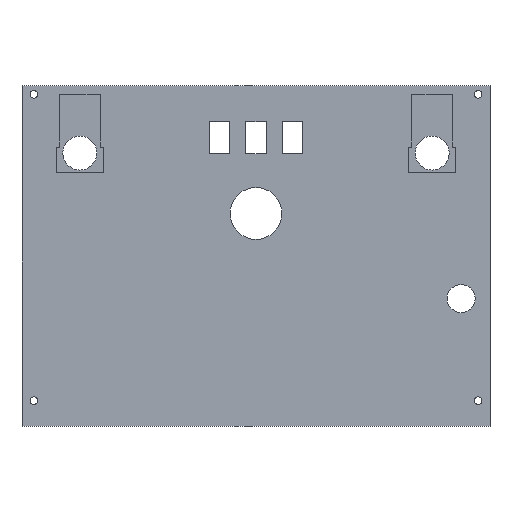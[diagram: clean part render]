
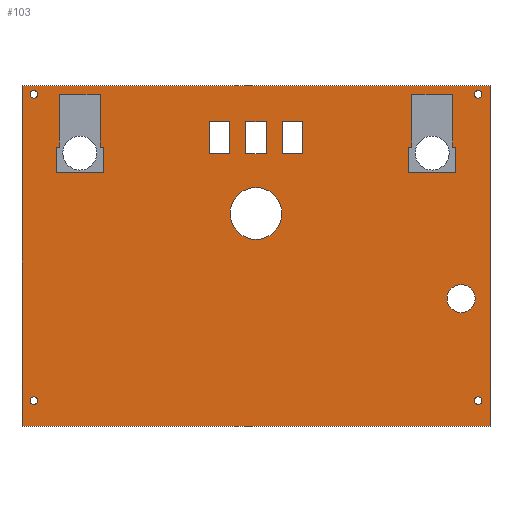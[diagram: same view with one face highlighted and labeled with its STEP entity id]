
A CAD part, top view. The second image highlights one B-rep face of the part: STEP entity #103.
In plain terms, the highlighted planar face has unit normal (0, 0, 1).
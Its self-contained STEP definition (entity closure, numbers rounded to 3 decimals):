
#42=FACE_BOUND('',#215,.T.);
#43=FACE_BOUND('',#216,.T.);
#44=FACE_BOUND('',#217,.T.);
#45=FACE_BOUND('',#218,.T.);
#46=FACE_BOUND('',#219,.T.);
#47=FACE_BOUND('',#220,.T.);
#48=FACE_BOUND('',#221,.T.);
#49=FACE_BOUND('',#222,.T.);
#50=FACE_BOUND('',#223,.T.);
#51=FACE_BOUND('',#224,.T.);
#52=FACE_BOUND('',#225,.T.);
#53=FACE_BOUND('',#226,.T.);
#86=CIRCLE('',#900,8.25);
#87=CIRCLE('',#901,15.25);
#88=CIRCLE('',#902,2.25);
#89=CIRCLE('',#903,2.25);
#90=CIRCLE('',#904,2.25);
#91=CIRCLE('',#905,2.25);
#103=ADVANCED_FACE('',(#42,#43,#44,#45,#46,#47,#48,#49,#50,#51,#52,#53),
#147,.T.);
#147=PLANE('',#906);
#215=EDGE_LOOP('',(#294));
#216=EDGE_LOOP('',(#295,#296,#297,#298,#299,#300,#301,#302));
#217=EDGE_LOOP('',(#303,#304,#305,#306));
#218=EDGE_LOOP('',(#307,#308,#309,#310));
#219=EDGE_LOOP('',(#311));
#220=EDGE_LOOP('',(#312));
#221=EDGE_LOOP('',(#313));
#222=EDGE_LOOP('',(#314));
#223=EDGE_LOOP('',(#315));
#224=EDGE_LOOP('',(#316,#317,#318,#319));
#225=EDGE_LOOP('',(#320,#321,#322,#323));
#226=EDGE_LOOP('',(#324,#325,#326,#327,#328,#329,#330,#331));
#294=ORIENTED_EDGE('',*,*,#598,.T.);
#295=ORIENTED_EDGE('',*,*,#599,.F.);
#296=ORIENTED_EDGE('',*,*,#594,.F.);
#297=ORIENTED_EDGE('',*,*,#600,.F.);
#298=ORIENTED_EDGE('',*,*,#601,.F.);
#299=ORIENTED_EDGE('',*,*,#602,.F.);
#300=ORIENTED_EDGE('',*,*,#603,.F.);
#301=ORIENTED_EDGE('',*,*,#604,.F.);
#302=ORIENTED_EDGE('',*,*,#605,.F.);
#303=ORIENTED_EDGE('',*,*,#606,.F.);
#304=ORIENTED_EDGE('',*,*,#607,.F.);
#305=ORIENTED_EDGE('',*,*,#608,.F.);
#306=ORIENTED_EDGE('',*,*,#609,.F.);
#307=ORIENTED_EDGE('',*,*,#610,.F.);
#308=ORIENTED_EDGE('',*,*,#611,.F.);
#309=ORIENTED_EDGE('',*,*,#612,.F.);
#310=ORIENTED_EDGE('',*,*,#613,.F.);
#311=ORIENTED_EDGE('',*,*,#614,.T.);
#312=ORIENTED_EDGE('',*,*,#615,.T.);
#313=ORIENTED_EDGE('',*,*,#616,.T.);
#314=ORIENTED_EDGE('',*,*,#617,.T.);
#315=ORIENTED_EDGE('',*,*,#618,.T.);
#316=ORIENTED_EDGE('',*,*,#619,.T.);
#317=ORIENTED_EDGE('',*,*,#620,.T.);
#318=ORIENTED_EDGE('',*,*,#621,.T.);
#319=ORIENTED_EDGE('',*,*,#622,.T.);
#320=ORIENTED_EDGE('',*,*,#623,.T.);
#321=ORIENTED_EDGE('',*,*,#624,.T.);
#322=ORIENTED_EDGE('',*,*,#625,.T.);
#323=ORIENTED_EDGE('',*,*,#626,.T.);
#324=ORIENTED_EDGE('',*,*,#627,.F.);
#325=ORIENTED_EDGE('',*,*,#628,.T.);
#326=ORIENTED_EDGE('',*,*,#629,.T.);
#327=ORIENTED_EDGE('',*,*,#630,.T.);
#328=ORIENTED_EDGE('',*,*,#631,.T.);
#329=ORIENTED_EDGE('',*,*,#632,.T.);
#330=ORIENTED_EDGE('',*,*,#633,.F.);
#331=ORIENTED_EDGE('',*,*,#634,.F.);
#514=VERTEX_POINT('',#1179);
#515=VERTEX_POINT('',#1180);
#518=VERTEX_POINT('',#1188);
#519=VERTEX_POINT('',#1190);
#520=VERTEX_POINT('',#1192);
#521=VERTEX_POINT('',#1194);
#522=VERTEX_POINT('',#1196);
#523=VERTEX_POINT('',#1198);
#524=VERTEX_POINT('',#1200);
#525=VERTEX_POINT('',#1203);
#526=VERTEX_POINT('',#1204);
#527=VERTEX_POINT('',#1206);
#528=VERTEX_POINT('',#1208);
#529=VERTEX_POINT('',#1211);
#530=VERTEX_POINT('',#1212);
#531=VERTEX_POINT('',#1214);
#532=VERTEX_POINT('',#1216);
#533=VERTEX_POINT('',#1219);
#534=VERTEX_POINT('',#1221);
#535=VERTEX_POINT('',#1223);
#536=VERTEX_POINT('',#1225);
#537=VERTEX_POINT('',#1227);
#538=VERTEX_POINT('',#1229);
#539=VERTEX_POINT('',#1230);
#540=VERTEX_POINT('',#1232);
#541=VERTEX_POINT('',#1234);
#542=VERTEX_POINT('',#1237);
#543=VERTEX_POINT('',#1238);
#544=VERTEX_POINT('',#1240);
#545=VERTEX_POINT('',#1242);
#546=VERTEX_POINT('',#1245);
#547=VERTEX_POINT('',#1246);
#548=VERTEX_POINT('',#1248);
#549=VERTEX_POINT('',#1250);
#550=VERTEX_POINT('',#1252);
#551=VERTEX_POINT('',#1254);
#552=VERTEX_POINT('',#1256);
#553=VERTEX_POINT('',#1258);
#594=EDGE_CURVE('',#514,#515,#706,.T.);
#598=EDGE_CURVE('',#518,#518,#86,.T.);
#599=EDGE_CURVE('',#515,#519,#710,.T.);
#600=EDGE_CURVE('',#520,#514,#711,.T.);
#601=EDGE_CURVE('',#521,#520,#712,.T.);
#602=EDGE_CURVE('',#522,#521,#713,.T.);
#603=EDGE_CURVE('',#523,#522,#714,.T.);
#604=EDGE_CURVE('',#524,#523,#715,.T.);
#605=EDGE_CURVE('',#519,#524,#716,.T.);
#606=EDGE_CURVE('',#525,#526,#717,.T.);
#607=EDGE_CURVE('',#527,#525,#718,.T.);
#608=EDGE_CURVE('',#528,#527,#719,.T.);
#609=EDGE_CURVE('',#526,#528,#720,.T.);
#610=EDGE_CURVE('',#529,#530,#721,.T.);
#611=EDGE_CURVE('',#531,#529,#722,.T.);
#612=EDGE_CURVE('',#532,#531,#723,.T.);
#613=EDGE_CURVE('',#530,#532,#724,.T.);
#614=EDGE_CURVE('',#533,#533,#87,.T.);
#615=EDGE_CURVE('',#534,#534,#88,.T.);
#616=EDGE_CURVE('',#535,#535,#89,.T.);
#617=EDGE_CURVE('',#536,#536,#90,.T.);
#618=EDGE_CURVE('',#537,#537,#91,.T.);
#619=EDGE_CURVE('',#538,#539,#725,.T.);
#620=EDGE_CURVE('',#539,#540,#726,.T.);
#621=EDGE_CURVE('',#540,#541,#727,.T.);
#622=EDGE_CURVE('',#541,#538,#728,.T.);
#623=EDGE_CURVE('',#542,#543,#729,.T.);
#624=EDGE_CURVE('',#543,#544,#730,.T.);
#625=EDGE_CURVE('',#544,#545,#731,.T.);
#626=EDGE_CURVE('',#545,#542,#732,.T.);
#627=EDGE_CURVE('',#546,#547,#733,.T.);
#628=EDGE_CURVE('',#546,#548,#734,.T.);
#629=EDGE_CURVE('',#548,#549,#735,.T.);
#630=EDGE_CURVE('',#549,#550,#736,.T.);
#631=EDGE_CURVE('',#550,#551,#737,.T.);
#632=EDGE_CURVE('',#551,#552,#738,.T.);
#633=EDGE_CURVE('',#553,#552,#739,.T.);
#634=EDGE_CURVE('',#547,#553,#740,.T.);
#706=LINE('',#1178,#802);
#710=LINE('',#1189,#806);
#711=LINE('',#1191,#807);
#712=LINE('',#1193,#808);
#713=LINE('',#1195,#809);
#714=LINE('',#1197,#810);
#715=LINE('',#1199,#811);
#716=LINE('',#1201,#812);
#717=LINE('',#1202,#813);
#718=LINE('',#1205,#814);
#719=LINE('',#1207,#815);
#720=LINE('',#1209,#816);
#721=LINE('',#1210,#817);
#722=LINE('',#1213,#818);
#723=LINE('',#1215,#819);
#724=LINE('',#1217,#820);
#725=LINE('',#1228,#821);
#726=LINE('',#1231,#822);
#727=LINE('',#1233,#823);
#728=LINE('',#1235,#824);
#729=LINE('',#1236,#825);
#730=LINE('',#1239,#826);
#731=LINE('',#1241,#827);
#732=LINE('',#1243,#828);
#733=LINE('',#1244,#829);
#734=LINE('',#1247,#830);
#735=LINE('',#1249,#831);
#736=LINE('',#1251,#832);
#737=LINE('',#1253,#833);
#738=LINE('',#1255,#834);
#739=LINE('',#1257,#835);
#740=LINE('',#1259,#836);
#802=VECTOR('',#961,1.);
#806=VECTOR('',#969,1.);
#807=VECTOR('',#970,1.);
#808=VECTOR('',#971,1.);
#809=VECTOR('',#972,1.);
#810=VECTOR('',#973,1.);
#811=VECTOR('',#974,1.);
#812=VECTOR('',#975,1.);
#813=VECTOR('',#976,1.);
#814=VECTOR('',#977,1.);
#815=VECTOR('',#978,1.);
#816=VECTOR('',#979,1.);
#817=VECTOR('',#980,1.);
#818=VECTOR('',#981,1.);
#819=VECTOR('',#982,1.);
#820=VECTOR('',#983,1.);
#821=VECTOR('',#994,1.);
#822=VECTOR('',#995,1.);
#823=VECTOR('',#996,1.);
#824=VECTOR('',#997,1.);
#825=VECTOR('',#998,1.);
#826=VECTOR('',#999,1.);
#827=VECTOR('',#1000,1.);
#828=VECTOR('',#1001,1.);
#829=VECTOR('',#1002,1.);
#830=VECTOR('',#1003,1.);
#831=VECTOR('',#1004,1.);
#832=VECTOR('',#1005,1.);
#833=VECTOR('',#1006,1.);
#834=VECTOR('',#1007,1.);
#835=VECTOR('',#1008,1.);
#836=VECTOR('',#1009,1.);
#900=AXIS2_PLACEMENT_3D('',#1187,#967,#968);
#901=AXIS2_PLACEMENT_3D('',#1218,#984,#985);
#902=AXIS2_PLACEMENT_3D('',#1220,#986,#987);
#903=AXIS2_PLACEMENT_3D('',#1222,#988,#989);
#904=AXIS2_PLACEMENT_3D('',#1224,#990,#991);
#905=AXIS2_PLACEMENT_3D('',#1226,#992,#993);
#906=AXIS2_PLACEMENT_3D('',#1260,#1010,#1011);
#961=DIRECTION('',(-1.,0.,0.));
#967=DIRECTION('',(0.,0.,-1.));
#968=DIRECTION('',(-1.,0.,0.));
#969=DIRECTION('',(0.,1.,0.));
#970=DIRECTION('',(0.,1.,0.));
#971=DIRECTION('',(1.,0.,0.));
#972=DIRECTION('',(0.,-1.,0.));
#973=DIRECTION('',(-1.,0.,0.));
#974=DIRECTION('',(0.,-1.,0.));
#975=DIRECTION('',(-1.,0.,0.));
#976=DIRECTION('',(0.,-1.,0.));
#977=DIRECTION('',(-1.,0.,0.));
#978=DIRECTION('',(0.,1.,0.));
#979=DIRECTION('',(1.,0.,0.));
#980=DIRECTION('',(-1.,0.,0.));
#981=DIRECTION('',(0.,1.,0.));
#982=DIRECTION('',(1.,0.,0.));
#983=DIRECTION('',(0.,-1.,0.));
#984=DIRECTION('',(0.,0.,-1.));
#985=DIRECTION('',(-1.,0.,0.));
#986=DIRECTION('',(0.,0.,-1.));
#987=DIRECTION('',(-1.,0.,0.));
#988=DIRECTION('',(0.,0.,-1.));
#989=DIRECTION('',(-1.,0.,0.));
#990=DIRECTION('',(0.,0.,-1.));
#991=DIRECTION('',(-1.,0.,0.));
#992=DIRECTION('',(0.,0.,-1.));
#993=DIRECTION('',(-1.,0.,0.));
#994=DIRECTION('',(1.,0.,0.));
#995=DIRECTION('',(0.,1.,0.));
#996=DIRECTION('',(-1.,0.,0.));
#997=DIRECTION('',(0.,-1.,0.));
#998=DIRECTION('',(0.,-1.,0.));
#999=DIRECTION('',(-1.,0.,0.));
#1000=DIRECTION('',(0.,1.,0.));
#1001=DIRECTION('',(1.,0.,0.));
#1002=DIRECTION('',(0.,1.,0.));
#1003=DIRECTION('',(1.,0.,0.));
#1004=DIRECTION('',(0.,-1.,0.));
#1005=DIRECTION('',(-1.,0.,0.));
#1006=DIRECTION('',(0.,1.,0.));
#1007=DIRECTION('',(1.,0.,0.));
#1008=DIRECTION('',(0.,-1.,0.));
#1009=DIRECTION('',(-1.,0.,0.));
#1010=DIRECTION('',(0.,0.,1.));
#1011=DIRECTION('',(1.,0.,0.));
#1178=CARTESIAN_POINT('',(255.,264.,84.));
#1179=CARTESIAN_POINT('',(255.,264.,84.));
#1180=CARTESIAN_POINT('',(253.,264.,84.));
#1187=CARTESIAN_POINT('',(258.,175.,84.));
#1188=CARTESIAN_POINT('',(249.75,175.,84.));
#1189=CARTESIAN_POINT('',(253.,262.,84.));
#1190=CARTESIAN_POINT('',(253.,295.,84.));
#1191=CARTESIAN_POINT('',(255.,249.,84.));
#1192=CARTESIAN_POINT('',(255.,249.,84.));
#1193=CARTESIAN_POINT('',(227.,249.,84.));
#1194=CARTESIAN_POINT('',(227.,249.,84.));
#1195=CARTESIAN_POINT('',(227.,264.,84.));
#1196=CARTESIAN_POINT('',(227.,264.,84.));
#1197=CARTESIAN_POINT('',(255.,264.,84.));
#1198=CARTESIAN_POINT('',(229.,264.,84.));
#1199=CARTESIAN_POINT('',(229.,295.,84.));
#1200=CARTESIAN_POINT('',(229.,295.,84.));
#1201=CARTESIAN_POINT('',(253.,295.,84.));
#1202=CARTESIAN_POINT('',(153.,279.,84.));
#1203=CARTESIAN_POINT('',(153.,279.,84.));
#1204=CARTESIAN_POINT('',(153.,260.,84.));
#1205=CARTESIAN_POINT('',(165.,279.,84.));
#1206=CARTESIAN_POINT('',(165.,279.,84.));
#1207=CARTESIAN_POINT('',(165.,260.,84.));
#1208=CARTESIAN_POINT('',(165.,260.,84.));
#1209=CARTESIAN_POINT('',(153.,260.,84.));
#1210=CARTESIAN_POINT('',(122.,279.,84.));
#1211=CARTESIAN_POINT('',(122.,279.,84.));
#1212=CARTESIAN_POINT('',(110.,279.,84.));
#1213=CARTESIAN_POINT('',(122.,260.,84.));
#1214=CARTESIAN_POINT('',(122.,260.,84.));
#1215=CARTESIAN_POINT('',(110.,260.,84.));
#1216=CARTESIAN_POINT('',(110.,260.,84.));
#1217=CARTESIAN_POINT('',(110.,279.,84.));
#1218=CARTESIAN_POINT('',(137.5,225.,84.));
#1219=CARTESIAN_POINT('',(122.25,225.,84.));
#1220=CARTESIAN_POINT('',(268.,115.,84.));
#1221=CARTESIAN_POINT('',(265.75,115.,84.));
#1222=CARTESIAN_POINT('',(7.,115.,84.));
#1223=CARTESIAN_POINT('',(4.75,115.,84.));
#1224=CARTESIAN_POINT('',(268.,295.,84.));
#1225=CARTESIAN_POINT('',(265.75,295.,84.));
#1226=CARTESIAN_POINT('',(7.,295.,84.));
#1227=CARTESIAN_POINT('',(4.75,295.,84.));
#1228=CARTESIAN_POINT('',(0.,100.,84.));
#1229=CARTESIAN_POINT('',(0.,100.,84.));
#1230=CARTESIAN_POINT('',(275.,100.,84.));
#1231=CARTESIAN_POINT('',(275.,100.,84.));
#1232=CARTESIAN_POINT('',(275.,300.,84.));
#1233=CARTESIAN_POINT('',(275.,300.,84.));
#1234=CARTESIAN_POINT('',(0.,300.,84.));
#1235=CARTESIAN_POINT('',(0.,300.,84.));
#1236=CARTESIAN_POINT('',(143.5,279.,84.));
#1237=CARTESIAN_POINT('',(143.5,279.,84.));
#1238=CARTESIAN_POINT('',(143.5,260.,84.));
#1239=CARTESIAN_POINT('',(143.5,260.,84.));
#1240=CARTESIAN_POINT('',(131.5,260.,84.));
#1241=CARTESIAN_POINT('',(131.5,260.,84.));
#1242=CARTESIAN_POINT('',(131.5,279.,84.));
#1243=CARTESIAN_POINT('',(131.5,279.,84.));
#1244=CARTESIAN_POINT('',(46.,262.,84.));
#1245=CARTESIAN_POINT('',(46.,264.,84.));
#1246=CARTESIAN_POINT('',(46.,295.,84.));
#1247=CARTESIAN_POINT('',(20.,264.,84.));
#1248=CARTESIAN_POINT('',(48.,264.,84.));
#1249=CARTESIAN_POINT('',(48.,264.,84.));
#1250=CARTESIAN_POINT('',(48.,249.,84.));
#1251=CARTESIAN_POINT('',(48.,249.,84.));
#1252=CARTESIAN_POINT('',(20.,249.,84.));
#1253=CARTESIAN_POINT('',(20.,249.,84.));
#1254=CARTESIAN_POINT('',(20.,264.,84.));
#1255=CARTESIAN_POINT('',(20.,264.,84.));
#1256=CARTESIAN_POINT('',(22.,264.,84.));
#1257=CARTESIAN_POINT('',(22.,295.,84.));
#1258=CARTESIAN_POINT('',(22.,295.,84.));
#1259=CARTESIAN_POINT('',(46.,295.,84.));
#1260=CARTESIAN_POINT('',(0.,0.,84.));
